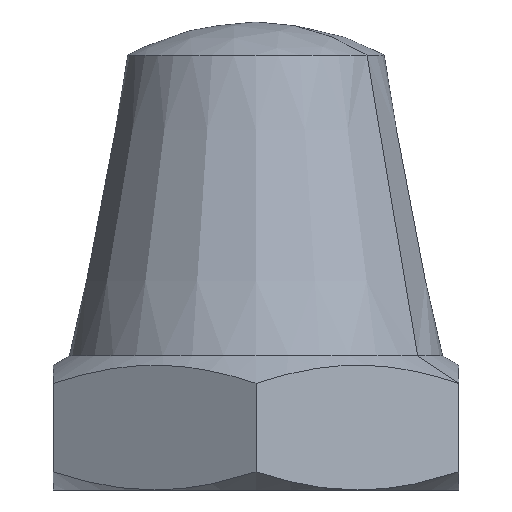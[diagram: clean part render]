
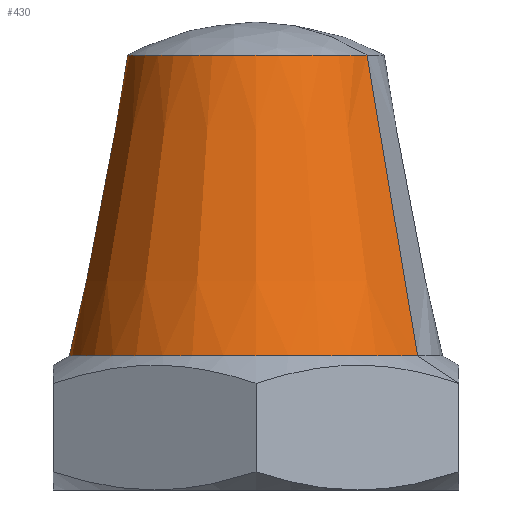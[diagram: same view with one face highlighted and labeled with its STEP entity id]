
A CAD part, front view. The second image highlights one B-rep face of the part: STEP entity #430.
In plain terms, the highlighted conical face has half-angle 10.986 degrees and reference radius 5.98 mm.
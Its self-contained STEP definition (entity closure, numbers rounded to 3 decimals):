
#17 = LINE ( 'NONE', #278, #51 ) ;
#18 = AXIS2_PLACEMENT_3D ( 'NONE', #758, #573, #153 ) ;
#20 = EDGE_CURVE ( 'NONE', #613, #114, #334, .T. ) ;
#49 = ORIENTED_EDGE ( 'NONE', *, *, #20, .F. ) ;
#51 = VECTOR ( 'NONE', #515, 1000. ) ;
#54 = CONICAL_SURFACE ( 'NONE', #519, 5.98, 0.192 ) ;
#65 = ORIENTED_EDGE ( 'NONE', *, *, #127, .T. ) ;
#74 = FACE_OUTER_BOUND ( 'NONE', #464, .T. ) ;
#89 = CIRCLE ( 'NONE', #18, 5.98 ) ;
#114 = VERTEX_POINT ( 'NONE', #711 ) ;
#127 = EDGE_CURVE ( 'NONE', #613, #457, #628, .T. ) ;
#153 = DIRECTION ( 'NONE',  ( 0.866, -0.5, 0. ) ) ;
#200 = ORIENTED_EDGE ( 'NONE', *, *, #304, .T. ) ;
#278 = CARTESIAN_POINT ( 'NONE',  ( -5.179, 2.99, 4.3 ) ) ;
#304 = EDGE_CURVE ( 'NONE', #457, #423, #17, .T. ) ;
#320 = CARTESIAN_POINT ( 'NONE',  ( -3.558, 2.054, 13.941 ) ) ;
#328 = EDGE_CURVE ( 'NONE', #114, #423, #89, .T. ) ;
#334 = LINE ( 'NONE', #516, #677 ) ;
#340 = AXIS2_PLACEMENT_3D ( 'NONE', #349, #540, #595 ) ;
#349 = CARTESIAN_POINT ( 'NONE',  ( 0., 0., 13.941 ) ) ;
#388 = CARTESIAN_POINT ( 'NONE',  ( 3.558, -2.054, 13.941 ) ) ;
#423 = VERTEX_POINT ( 'NONE', #614 ) ;
#430 = ADVANCED_FACE ( 'NONE', ( #74 ), #54, .T. ) ;
#450 = ORIENTED_EDGE ( 'NONE', *, *, #328, .F. ) ;
#457 = VERTEX_POINT ( 'NONE', #320 ) ;
#464 = EDGE_LOOP ( 'NONE', ( #65, #200, #450, #49 ) ) ;
#493 = CARTESIAN_POINT ( 'NONE',  ( 0., 0., 4.3 ) ) ;
#515 = DIRECTION ( 'NONE',  ( -0.165, 0.095, -0.982 ) ) ;
#516 = CARTESIAN_POINT ( 'NONE',  ( 5.179, -2.99, 4.3 ) ) ;
#519 = AXIS2_PLACEMENT_3D ( 'NONE', #493, #728, #559 ) ;
#540 = DIRECTION ( 'NONE',  ( 0., 0., -1. ) ) ;
#559 = DIRECTION ( 'NONE',  ( 0.866, -0.5, 0. ) ) ;
#572 = DIRECTION ( 'NONE',  ( 0.165, -0.095, -0.982 ) ) ;
#573 = DIRECTION ( 'NONE',  ( 0., 0., -1. ) ) ;
#595 = DIRECTION ( 'NONE',  ( 0.866, -0.5, 0. ) ) ;
#613 = VERTEX_POINT ( 'NONE', #388 ) ;
#614 = CARTESIAN_POINT ( 'NONE',  ( -5.179, 2.99, 4.3 ) ) ;
#628 = CIRCLE ( 'NONE', #340, 4.108 ) ;
#677 = VECTOR ( 'NONE', #572, 1000. ) ;
#711 = CARTESIAN_POINT ( 'NONE',  ( 5.179, -2.99, 4.3 ) ) ;
#728 = DIRECTION ( 'NONE',  ( 0., 0., -1. ) ) ;
#758 = CARTESIAN_POINT ( 'NONE',  ( 0., 0., 4.3 ) ) ;
